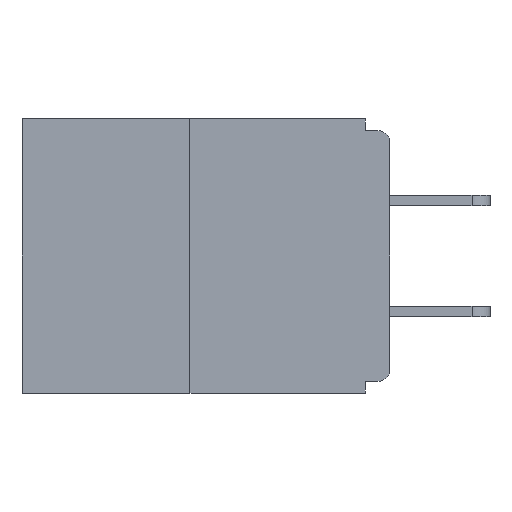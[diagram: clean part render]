
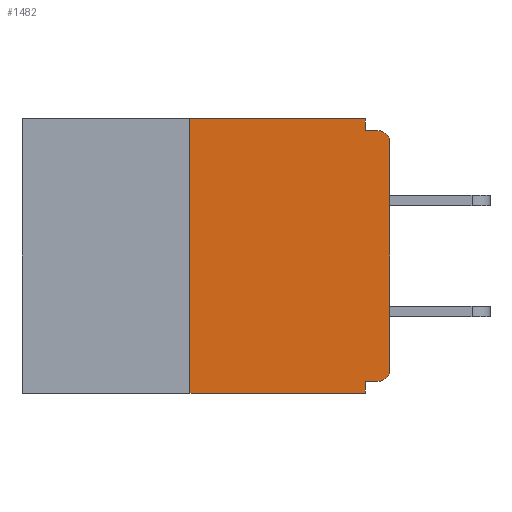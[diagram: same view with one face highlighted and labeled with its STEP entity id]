
A CAD part, left-side view. The second image highlights one B-rep face of the part: STEP entity #1482.
In plain terms, the highlighted planar face has unit normal (-1, 0, 0).
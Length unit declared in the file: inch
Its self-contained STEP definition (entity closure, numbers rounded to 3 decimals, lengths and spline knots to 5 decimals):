
#224 = EDGE_CURVE ( 'NONE', #14994, #13158, #574, .T. ) ;
#268 = DIRECTION ( 'NONE',  ( 0., 0., -1. ) ) ;
#574 = LINE ( 'NONE', #14679, #17711 ) ;
#638 = CARTESIAN_POINT ( 'NONE',  ( 0., 0.46, -0.343 ) ) ;
#732 = VECTOR ( 'NONE', #16630, 39.37008 ) ;
#1134 = CARTESIAN_POINT ( 'NONE',  ( 0., 0., 0. ) ) ;
#1182 = LINE ( 'NONE', #6901, #12186 ) ;
#1216 = CARTESIAN_POINT ( 'NONE',  ( 0., 0.015, -0.015 ) ) ;
#1254 = EDGE_CURVE ( 'NONE', #12299, #6078, #17680, .T. ) ;
#1286 = AXIS2_PLACEMENT_3D ( 'NONE', #13348, #9228, #5126 ) ;
#1482 = ADVANCED_FACE ( 'NONE', ( #8735 ), #11235, .F. ) ;
#1785 = CIRCLE ( 'NONE', #13770, 0.015 ) ;
#2454 = CARTESIAN_POINT ( 'NONE',  ( 0., 0.031, 0. ) ) ;
#2518 = VERTEX_POINT ( 'NONE', #9527 ) ;
#2595 = CARTESIAN_POINT ( 'NONE',  ( 0., 0.015, -0.03 ) ) ;
#2709 = EDGE_CURVE ( 'NONE', #10556, #6219, #5171, .T. ) ;
#2768 = EDGE_CURVE ( 'NONE', #6078, #12233, #8433, .T. ) ;
#3148 = AXIS2_PLACEMENT_3D ( 'NONE', #7154, #7216, #9910 ) ;
#3551 = DIRECTION ( 'NONE',  ( 0., -1., 0. ) ) ;
#4463 = VECTOR ( 'NONE', #9177, 39.37008 ) ;
#4467 = VERTEX_POINT ( 'NONE', #5467 ) ;
#4901 = VERTEX_POINT ( 'NONE', #11881 ) ;
#5007 = ORIENTED_EDGE ( 'NONE', *, *, #2768, .T. ) ;
#5126 = DIRECTION ( 'NONE',  ( 0., 0., -1. ) ) ;
#5171 = LINE ( 'NONE', #12053, #10168 ) ;
#5269 = CARTESIAN_POINT ( 'NONE',  ( 0., 0.031, -0.015 ) ) ;
#5431 = ORIENTED_EDGE ( 'NONE', *, *, #16186, .F. ) ;
#5447 = CARTESIAN_POINT ( 'NONE',  ( 0., 0.25, 0. ) ) ;
#5467 = CARTESIAN_POINT ( 'NONE',  ( 0., 0.031, -0.343 ) ) ;
#5827 = DIRECTION ( 'NONE',  ( 0., 0., 1. ) ) ;
#5893 = ORIENTED_EDGE ( 'NONE', *, *, #224, .F. ) ;
#5910 = ORIENTED_EDGE ( 'NONE', *, *, #11171, .F. ) ;
#6059 = CARTESIAN_POINT ( 'NONE',  ( 0., 0., -0.03 ) ) ;
#6078 = VERTEX_POINT ( 'NONE', #9175 ) ;
#6219 = VERTEX_POINT ( 'NONE', #1216 ) ;
#6901 = CARTESIAN_POINT ( 'NONE',  ( 0., 0.031, -0.343 ) ) ;
#7154 = CARTESIAN_POINT ( 'NONE',  ( 0., 0.46, 0. ) ) ;
#7216 = DIRECTION ( 'NONE',  ( 1., 0., 0. ) ) ;
#7219 = EDGE_CURVE ( 'NONE', #12233, #6219, #1785, .T. ) ;
#7642 = DIRECTION ( 'NONE',  ( 0., -1., 0. ) ) ;
#8433 = LINE ( 'NONE', #1134, #16955 ) ;
#8735 = FACE_OUTER_BOUND ( 'NONE', #10132, .T. ) ;
#9175 = CARTESIAN_POINT ( 'NONE',  ( 0., 0., -0.313 ) ) ;
#9177 = DIRECTION ( 'NONE',  ( 0., 0., -1. ) ) ;
#9228 = DIRECTION ( 'NONE',  ( -1., 0., 0. ) ) ;
#9239 = CARTESIAN_POINT ( 'NONE',  ( 0., 0.031, 0. ) ) ;
#9360 = DIRECTION ( 'NONE',  ( 0., 0., -1. ) ) ;
#9527 = CARTESIAN_POINT ( 'NONE',  ( 0., 0.031, -0.328 ) ) ;
#9910 = DIRECTION ( 'NONE',  ( 0., 0., -1. ) ) ;
#10132 = EDGE_LOOP ( 'NONE', ( #5893, #16024, #17445, #5431, #12426, #12037, #5007, #12038, #16239, #5910 ) ) ;
#10168 = VECTOR ( 'NONE', #7642, 39.37008 ) ;
#10281 = DIRECTION ( 'NONE',  ( 0., -1., 0. ) ) ;
#10429 = LINE ( 'NONE', #13901, #732 ) ;
#10556 = VERTEX_POINT ( 'NONE', #5269 ) ;
#10993 = EDGE_CURVE ( 'NONE', #4901, #14994, #11591, .T. ) ;
#11171 = EDGE_CURVE ( 'NONE', #13158, #10556, #11788, .T. ) ;
#11235 = PLANE ( 'NONE',  #3148 ) ;
#11591 = LINE ( 'NONE', #16883, #17307 ) ;
#11788 = LINE ( 'NONE', #9239, #4463 ) ;
#11881 = CARTESIAN_POINT ( 'NONE',  ( 0., 0.25, -0.343 ) ) ;
#12037 = ORIENTED_EDGE ( 'NONE', *, *, #1254, .T. ) ;
#12038 = ORIENTED_EDGE ( 'NONE', *, *, #7219, .T. ) ;
#12053 = CARTESIAN_POINT ( 'NONE',  ( 0., 0., -0.015 ) ) ;
#12186 = VECTOR ( 'NONE', #268, 39.37008 ) ;
#12233 = VERTEX_POINT ( 'NONE', #6059 ) ;
#12299 = VERTEX_POINT ( 'NONE', #15682 ) ;
#12426 = ORIENTED_EDGE ( 'NONE', *, *, #12694, .F. ) ;
#12694 = EDGE_CURVE ( 'NONE', #12299, #2518, #10429, .T. ) ;
#13158 = VERTEX_POINT ( 'NONE', #2454 ) ;
#13348 = CARTESIAN_POINT ( 'NONE',  ( 0., 0.015, -0.313 ) ) ;
#13770 = AXIS2_PLACEMENT_3D ( 'NONE', #2595, #17639, #9360 ) ;
#13901 = CARTESIAN_POINT ( 'NONE',  ( 0., 0., -0.328 ) ) ;
#14268 = VECTOR ( 'NONE', #10281, 39.37008 ) ;
#14679 = CARTESIAN_POINT ( 'NONE',  ( 0., 0.46, 0. ) ) ;
#14994 = VERTEX_POINT ( 'NONE', #5447 ) ;
#15682 = CARTESIAN_POINT ( 'NONE',  ( 0., 0.015, -0.328 ) ) ;
#15739 = LINE ( 'NONE', #638, #14268 ) ;
#16024 = ORIENTED_EDGE ( 'NONE', *, *, #10993, .F. ) ;
#16186 = EDGE_CURVE ( 'NONE', #2518, #4467, #1182, .T. ) ;
#16239 = ORIENTED_EDGE ( 'NONE', *, *, #2709, .F. ) ;
#16418 = EDGE_CURVE ( 'NONE', #4901, #4467, #15739, .T. ) ;
#16630 = DIRECTION ( 'NONE',  ( 0., 1., 0. ) ) ;
#16883 = CARTESIAN_POINT ( 'NONE',  ( 0., 0.25, 0. ) ) ;
#16955 = VECTOR ( 'NONE', #17546, 39.37008 ) ;
#17307 = VECTOR ( 'NONE', #5827, 39.37008 ) ;
#17445 = ORIENTED_EDGE ( 'NONE', *, *, #16418, .T. ) ;
#17546 = DIRECTION ( 'NONE',  ( 0., 0., 1. ) ) ;
#17639 = DIRECTION ( 'NONE',  ( -1., 0., 0. ) ) ;
#17680 = CIRCLE ( 'NONE', #1286, 0.015 ) ;
#17711 = VECTOR ( 'NONE', #3551, 39.37008 ) ;
